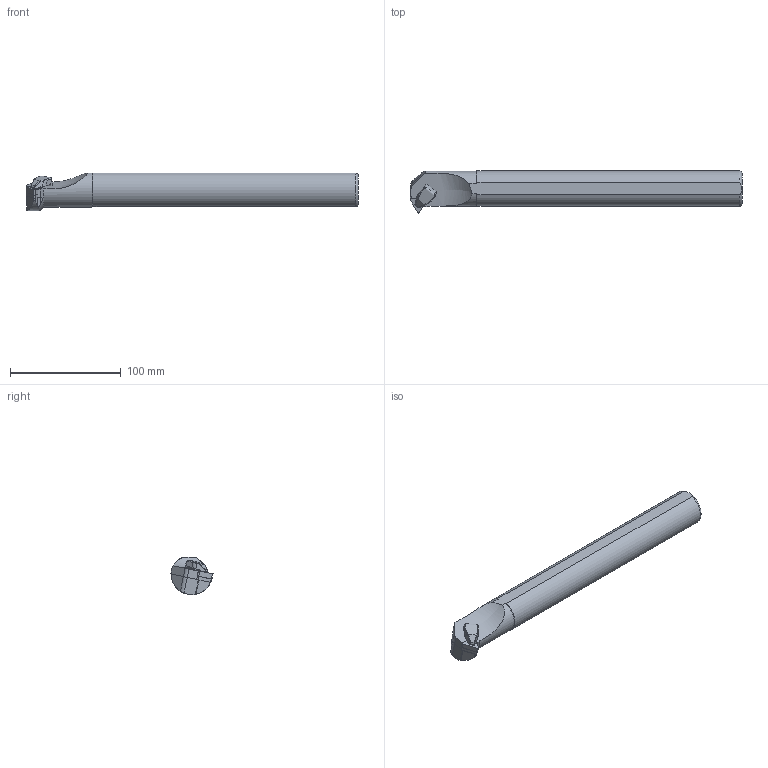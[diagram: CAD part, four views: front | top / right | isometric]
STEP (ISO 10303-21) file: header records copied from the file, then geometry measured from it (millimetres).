
FILE_DESCRIPTION(/* description */ (''),/* implementation_level */ '2;1');
FILE_NAME(/* name */ 'S32T-TT-NR-16.stp',/* time_stamp */ '2023-10-09T20:17:26+03:00',/* author */ (''),/* organization */ (''),/* preprocessor_version */ 'ST-DEVELOPER v19.4',/* originating_system */ 'SIEMENS PLM Software NX2306.3001',/* authorisation */ '');
FILE_SCHEMA (('AUTOMOTIVE_DESIGN { 1 0 10303 214 3 1 1 1 }'));
Length unit declared in the file: millimetre
Products named in the file (1): S32T-TT-NR-16
Bounding box: 300 x 38 x 33.74 mm (x, y, z)
Volume: 225252.1 mm3; surface area: 31956.7 mm2
Topology: 2 solids, 2 shells, 113 faces, 282 edges, 171 vertices
Faces by surface type: cylinder 52, plane 39, bspline 14, cone 3, torus 3, sphere 2
Full cylindrical faces by diameter (mm): 3.4 x1
Entity records: 4106 total; most frequent: CARTESIAN_POINT 1432, ORIENTED_EDGE 548, DIRECTION 537, EDGE_CURVE 274, AXIS2_PLACEMENT_3D 209, VERTEX_POINT 170, LINE 119, VECTOR 119
